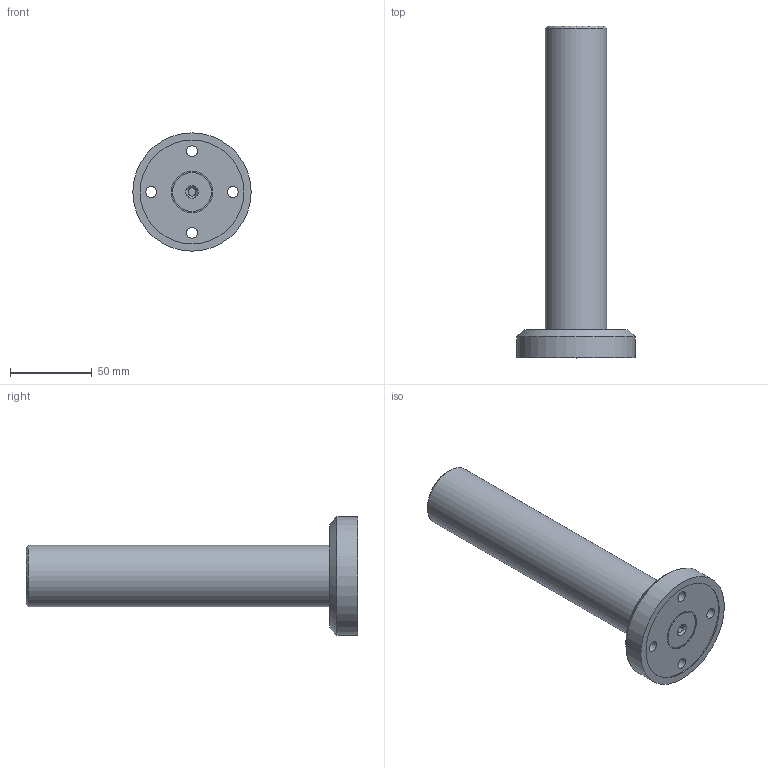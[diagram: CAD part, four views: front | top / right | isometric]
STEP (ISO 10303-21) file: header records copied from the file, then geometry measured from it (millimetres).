
FILE_DESCRIPTION(/* description */ (''),/* implementation_level */ '2;1');
FILE_NAME(/* name */ 'Post Base (DP8A-M).step',/* time_stamp */ '2024-06-17T21:10:11-04:00',/* author */ (''),/* organization */ (''),/* preprocessor_version */ 'ST-DEVELOPER v20',/* originating_system */ 'Autodesk Translation Framework v12.20.1.177',/* authorisation */ '');
FILE_SCHEMA (('AUTOMOTIVE_DESIGN { 1 0 10303 214 3 1 1 }'));
Length unit declared in the file: millimetre
Products named in the file (1): Post Base (DP8A/M)
Bounding box: 72.39 x 203.2 x 72.39 mm (x, y, z)
Volume: 223102.9 mm3; surface area: 78959.2 mm2
Topology: 13 solids, 13 shells, 150 faces, 413 edges, 343 vertices
Faces by surface type: plane 86, cylinder 48, cone 16
Full cylindrical faces by diameter (mm): 1.778 x2, 5.105 x1, 5.588 x2, 6.731 x4, 10.312 x4, 12.7 x11, 23.8 x1, 25.4 x4, 28.194 x1, 28.448 x1, 28.702 x7, 30.988 x1, 31.75 x4, 32.258 x2, 37.744 x1, 63.5 x1, 72.39 x1
Entity records: 5679 total; most frequent: CARTESIAN_POINT 1583, ORIENTED_EDGE 824, DIRECTION 730, EDGE_CURVE 412, VERTEX_POINT 343, AXIS2_PLACEMENT_3D 266, EDGE_LOOP 219, LINE 198
